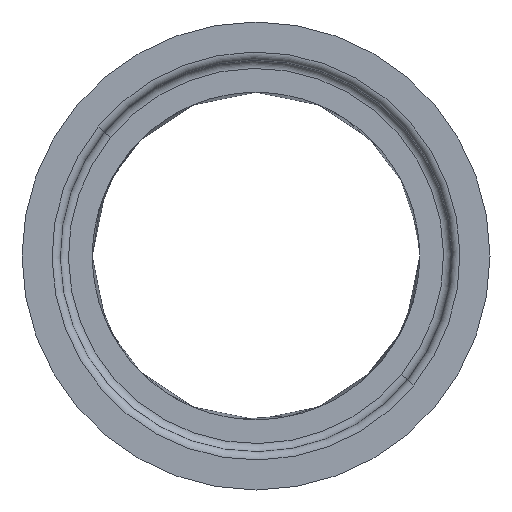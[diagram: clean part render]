
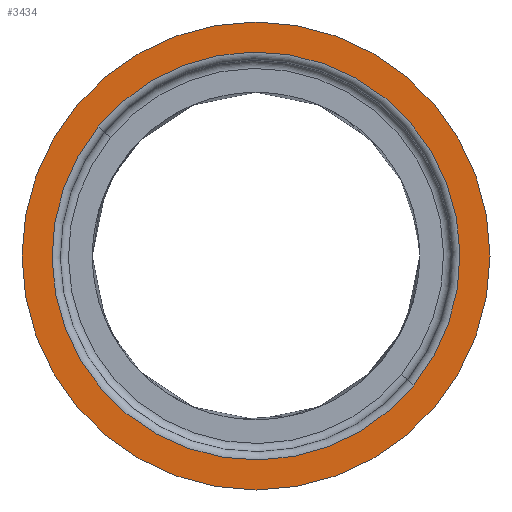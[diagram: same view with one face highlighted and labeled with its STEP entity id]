
A CAD part, front view. The second image highlights one B-rep face of the part: STEP entity #3434.
In plain terms, the highlighted face is planar.
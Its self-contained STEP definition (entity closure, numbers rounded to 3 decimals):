
#240 = CARTESIAN_POINT ( 'NONE',  ( -193.115, -157.662, -85. ) ) ;
#1203 = CARTESIAN_POINT ( 'NONE',  ( -286., 0., -85. ) ) ;
#1309 = FACE_BOUND ( 'NONE', #13822, .T. ) ;
#1656 = DIRECTION ( 'NONE',  ( 0., 0., -1. ) ) ;
#1872 = ORIENTED_EDGE ( 'NONE', *, *, #4153, .T. ) ;
#2230 = AXIS2_PLACEMENT_3D ( 'NONE', #11876, #13657, #16433 ) ;
#3234 = DIRECTION ( 'NONE',  ( -1., 0., 0. ) ) ;
#3434 = ADVANCED_FACE ( 'NONE', ( #1309, #13464 ), #8498, .F. ) ;
#4153 = EDGE_CURVE ( 'NONE', #22305, #7613, #12409, .T. ) ;
#4489 = DIRECTION ( 'NONE',  ( 0., 0., 1. ) ) ;
#4549 = AXIS2_PLACEMENT_3D ( 'NONE', #21496, #1656, #8496 ) ;
#5363 = VERTEX_POINT ( 'NONE', #1203 ) ;
#6007 = AXIS2_PLACEMENT_3D ( 'NONE', #15239, #4489, #11686 ) ;
#6204 = DIRECTION ( 'NONE',  ( 0.775, 0.632, 0. ) ) ;
#6810 = AXIS2_PLACEMENT_3D ( 'NONE', #13980, #7110, #3234 ) ;
#7048 = CARTESIAN_POINT ( 'NONE',  ( 286., 0., -85. ) ) ;
#7110 = DIRECTION ( 'NONE',  ( 0., 0., -1. ) ) ;
#7613 = VERTEX_POINT ( 'NONE', #240 ) ;
#8496 = DIRECTION ( 'NONE',  ( -1., 0., 0. ) ) ;
#8498 = PLANE ( 'NONE',  #6007 ) ;
#8822 = ORIENTED_EDGE ( 'NONE', *, *, #12491, .T. ) ;
#9480 = EDGE_CURVE ( 'NONE', #7613, #22305, #11655, .T. ) ;
#11397 = ORIENTED_EDGE ( 'NONE', *, *, #9480, .T. ) ;
#11655 = CIRCLE ( 'NONE', #14314, 249.3 ) ;
#11686 = DIRECTION ( 'NONE',  ( 1., 0., 0. ) ) ;
#11876 = CARTESIAN_POINT ( 'NONE',  ( 0., 0., -85. ) ) ;
#12409 = CIRCLE ( 'NONE', #2230, 249.3 ) ;
#12491 = EDGE_CURVE ( 'NONE', #16902, #5363, #14345, .T. ) ;
#13464 = FACE_OUTER_BOUND ( 'NONE', #14081, .T. ) ;
#13657 = DIRECTION ( 'NONE',  ( 0., 0., 1. ) ) ;
#13822 = EDGE_LOOP ( 'NONE', ( #1872, #11397 ) ) ;
#13980 = CARTESIAN_POINT ( 'NONE',  ( 0., 0., -85. ) ) ;
#14081 = EDGE_LOOP ( 'NONE', ( #18547, #8822 ) ) ;
#14314 = AXIS2_PLACEMENT_3D ( 'NONE', #22396, #18848, #6204 ) ;
#14345 = CIRCLE ( 'NONE', #6810, 286. ) ;
#15239 = CARTESIAN_POINT ( 'NONE',  ( 0., 0., -85. ) ) ;
#16433 = DIRECTION ( 'NONE',  ( 0.775, 0.632, 0. ) ) ;
#16902 = VERTEX_POINT ( 'NONE', #7048 ) ;
#18547 = ORIENTED_EDGE ( 'NONE', *, *, #19599, .T. ) ;
#18848 = DIRECTION ( 'NONE',  ( 0., 0., 1. ) ) ;
#19599 = EDGE_CURVE ( 'NONE', #5363, #16902, #21914, .T. ) ;
#20096 = CARTESIAN_POINT ( 'NONE',  ( 193.115, 157.662, -85. ) ) ;
#21496 = CARTESIAN_POINT ( 'NONE',  ( 0., 0., -85. ) ) ;
#21914 = CIRCLE ( 'NONE', #4549, 286. ) ;
#22305 = VERTEX_POINT ( 'NONE', #20096 ) ;
#22396 = CARTESIAN_POINT ( 'NONE',  ( 0., 0., -85. ) ) ;
